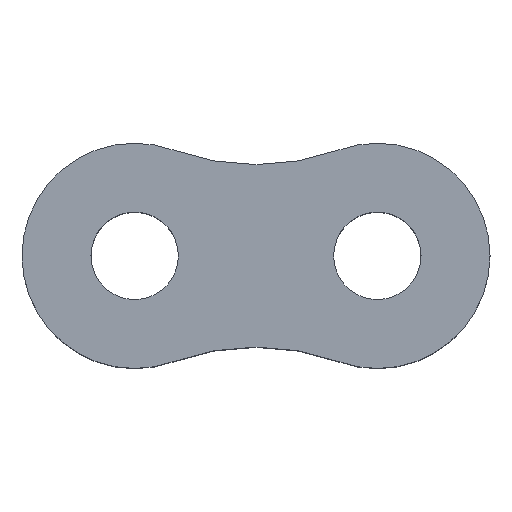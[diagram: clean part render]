
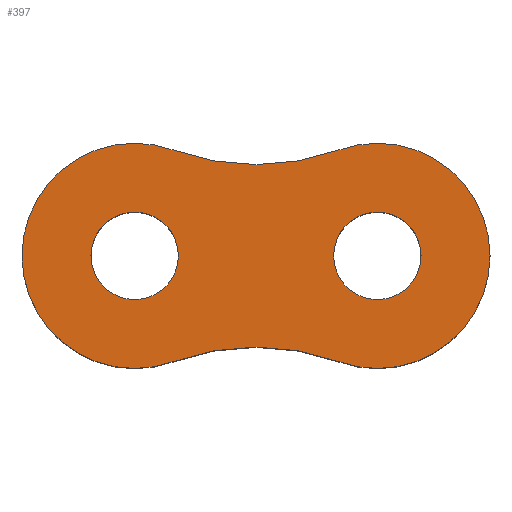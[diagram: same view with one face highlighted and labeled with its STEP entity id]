
A CAD part, top view. The second image highlights one B-rep face of the part: STEP entity #397.
In plain terms, the highlighted planar face has unit normal (0, 0, 1).
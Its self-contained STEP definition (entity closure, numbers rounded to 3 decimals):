
#18=FACE_BOUND('',#61,.T.);
#19=FACE_BOUND('',#62,.T.);
#24=PLANE('',#445);
#34=FACE_OUTER_BOUND('',#60,.T.);
#60=EDGE_LOOP('',(#282,#283,#284,#285,#286));
#61=EDGE_LOOP('',(#287,#288));
#62=EDGE_LOOP('',(#289,#290));
#120=CIRCLE('',#423,1.143);
#122=CIRCLE('',#426,1.143);
#124=CIRCLE('',#429,2.946);
#138=CIRCLE('',#446,6.35);
#139=CIRCLE('',#447,2.946);
#140=CIRCLE('',#448,6.35);
#141=CIRCLE('',#449,2.946);
#142=CIRCLE('',#450,1.143);
#143=CIRCLE('',#451,1.143);
#162=VERTEX_POINT('',#636);
#163=VERTEX_POINT('',#637);
#166=VERTEX_POINT('',#645);
#167=VERTEX_POINT('',#646);
#170=VERTEX_POINT('',#654);
#171=VERTEX_POINT('',#655);
#180=VERTEX_POINT('',#683);
#181=VERTEX_POINT('',#685);
#182=VERTEX_POINT('',#687);
#198=EDGE_CURVE('',#162,#163,#120,.T.);
#202=EDGE_CURVE('',#166,#167,#122,.T.);
#206=EDGE_CURVE('',#170,#171,#124,.T.);
#222=EDGE_CURVE('',#171,#180,#138,.T.);
#223=EDGE_CURVE('',#180,#181,#139,.T.);
#224=EDGE_CURVE('',#181,#182,#140,.T.);
#225=EDGE_CURVE('',#182,#170,#141,.T.);
#226=EDGE_CURVE('',#167,#166,#142,.T.);
#227=EDGE_CURVE('',#163,#162,#143,.T.);
#282=ORIENTED_EDGE('',*,*,#222,.T.);
#283=ORIENTED_EDGE('',*,*,#223,.T.);
#284=ORIENTED_EDGE('',*,*,#224,.T.);
#285=ORIENTED_EDGE('',*,*,#225,.T.);
#286=ORIENTED_EDGE('',*,*,#206,.T.);
#287=ORIENTED_EDGE('',*,*,#202,.F.);
#288=ORIENTED_EDGE('',*,*,#226,.F.);
#289=ORIENTED_EDGE('',*,*,#198,.F.);
#290=ORIENTED_EDGE('',*,*,#227,.F.);
#397=ADVANCED_FACE('',(#34,#18,#19),#24,.T.);
#423=AXIS2_PLACEMENT_3D('',#638,#499,#500);
#426=AXIS2_PLACEMENT_3D('',#647,#507,#508);
#429=AXIS2_PLACEMENT_3D('',#656,#515,#516);
#445=AXIS2_PLACEMENT_3D('',#682,#549,#550);
#446=AXIS2_PLACEMENT_3D('',#684,#551,#552);
#447=AXIS2_PLACEMENT_3D('',#686,#553,#554);
#448=AXIS2_PLACEMENT_3D('',#688,#555,#556);
#449=AXIS2_PLACEMENT_3D('',#689,#557,#558);
#450=AXIS2_PLACEMENT_3D('',#690,#559,#560);
#451=AXIS2_PLACEMENT_3D('',#691,#561,#562);
#499=DIRECTION('center_axis',(0.,0.,1.));
#500=DIRECTION('ref_axis',(1.,0.,0.));
#507=DIRECTION('center_axis',(0.,0.,1.));
#508=DIRECTION('ref_axis',(1.,0.,0.));
#515=DIRECTION('center_axis',(0.,0.,1.));
#516=DIRECTION('ref_axis',(1.,0.,0.));
#549=DIRECTION('center_axis',(0.,0.,1.));
#550=DIRECTION('ref_axis',(1.,0.,0.));
#551=DIRECTION('center_axis',(0.,0.,-1.));
#552=DIRECTION('ref_axis',(1.,0.,0.));
#553=DIRECTION('center_axis',(0.,0.,1.));
#554=DIRECTION('ref_axis',(1.,0.,0.));
#555=DIRECTION('center_axis',(0.,0.,-1.));
#556=DIRECTION('ref_axis',(1.,0.,0.));
#557=DIRECTION('center_axis',(0.,0.,1.));
#558=DIRECTION('ref_axis',(1.,0.,0.));
#559=DIRECTION('center_axis',(0.,0.,1.));
#560=DIRECTION('ref_axis',(1.,0.,0.));
#561=DIRECTION('center_axis',(0.,0.,1.));
#562=DIRECTION('ref_axis',(1.,0.,0.));
#636=CARTESIAN_POINT('',(-7.493,0.,2.35));
#637=CARTESIAN_POINT('',(-5.207,0.,2.35));
#638=CARTESIAN_POINT('Origin',(-6.35,0.,2.35));
#645=CARTESIAN_POINT('',(-1.143,0.,2.35));
#646=CARTESIAN_POINT('',(1.143,0.,2.35));
#647=CARTESIAN_POINT('Origin',(0.,0.,2.35));
#654=CARTESIAN_POINT('',(-9.296,0.,2.35));
#655=CARTESIAN_POINT('',(-5.344,-2.769,2.35));
#656=CARTESIAN_POINT('Origin',(-6.35,0.,2.35));
#682=CARTESIAN_POINT('Origin',(-4.763,-4.369,2.35));
#683=CARTESIAN_POINT('',(-1.006,-2.769,2.35));
#684=CARTESIAN_POINT('Origin',(-3.175,-8.737,2.35));
#685=CARTESIAN_POINT('',(-1.006,2.769,2.35));
#686=CARTESIAN_POINT('Origin',(0.,0.,2.35));
#687=CARTESIAN_POINT('',(-5.344,2.769,2.35));
#688=CARTESIAN_POINT('Origin',(-3.175,8.737,2.35));
#689=CARTESIAN_POINT('Origin',(-6.35,0.,2.35));
#690=CARTESIAN_POINT('Origin',(0.,0.,2.35));
#691=CARTESIAN_POINT('Origin',(-6.35,0.,2.35));
